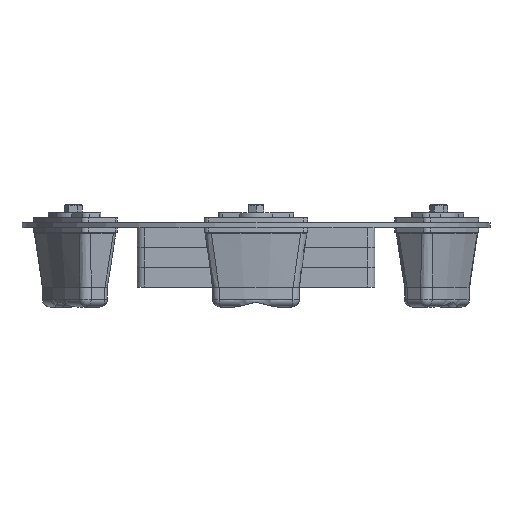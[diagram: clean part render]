
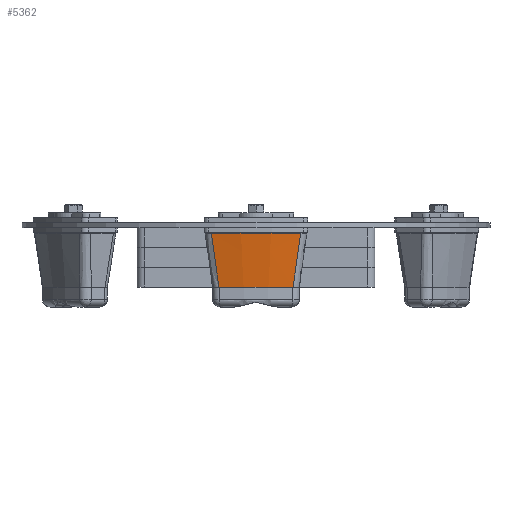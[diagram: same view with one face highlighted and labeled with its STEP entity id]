
A CAD part, front view. The second image highlights one B-rep face of the part: STEP entity #5362.
In plain terms, the highlighted free-form (B-spline) face has degree [3, 3] with [4, 4] control points.
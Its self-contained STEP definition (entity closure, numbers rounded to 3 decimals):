
#48=B_SPLINE_SURFACE_WITH_KNOTS('',3,3,((#12134,#12135,#12136,#12137),(#12138,
#12139,#12140,#12141),(#12142,#12143,#12144,#12145),(#12146,#12147,#12148,
#12149)),.UNSPECIFIED.,.F.,.F.,.F.,(4,4),(4,4),(0.083,0.917),
(0.014,1.),.UNSPECIFIED.);
#137=B_SPLINE_CURVE_WITH_KNOTS('',3,(#11048,#11049,#11050,#11051),
 .UNSPECIFIED.,.F.,.F.,(4,4),(0.003,0.007),
 .UNSPECIFIED.);
#142=B_SPLINE_CURVE_WITH_KNOTS('',3,(#11204,#11205,#11206,#11207),
 .UNSPECIFIED.,.F.,.F.,(4,4),(0.029,0.033),
 .UNSPECIFIED.);
#162=B_SPLINE_CURVE_WITH_KNOTS('',3,(#11407,#11408,#11409,#11410),
 .UNSPECIFIED.,.F.,.F.,(4,4),(-0.916,-0.084),
 .UNSPECIFIED.);
#193=B_SPLINE_CURVE_WITH_KNOTS('',3,(#12084,#12085,#12086,#12087),
 .UNSPECIFIED.,.F.,.F.,(4,4),(3.548,3.549),
 .UNSPECIFIED.);
#194=B_SPLINE_CURVE_WITH_KNOTS('',3,(#12088,#12089,#12090,#12091),
 .UNSPECIFIED.,.F.,.F.,(4,4),(-3.548,-0.05),
 .UNSPECIFIED.);
#195=B_SPLINE_CURVE_WITH_KNOTS('',3,(#12117,#12118,#12119,#12120),
 .UNSPECIFIED.,.F.,.F.,(4,4),(0.05,3.548),
 .UNSPECIFIED.);
#196=B_SPLINE_CURVE_WITH_KNOTS('',3,(#12121,#12122,#12123,#12124),
 .UNSPECIFIED.,.F.,.F.,(4,4),(-3.549,-3.548),
 .UNSPECIFIED.);
#907=FACE_OUTER_BOUND('',#1258,.T.);
#1258=EDGE_LOOP('',(#4688,#4689,#4690,#4691,#4692,#4693,#4694,#4695));
#2180=CIRCLE('',#5969,146.);
#2569=VERTEX_POINT('',#11045);
#2570=VERTEX_POINT('',#11047);
#2572=VERTEX_POINT('',#11125);
#2575=VERTEX_POINT('',#11136);
#2599=VERTEX_POINT('',#11403);
#2600=VERTEX_POINT('',#11405);
#2623=VERTEX_POINT('',#12083);
#2624=VERTEX_POINT('',#12116);
#3242=EDGE_CURVE('',#2569,#2570,#137,.T.);
#3246=EDGE_CURVE('',#2572,#2569,#2180,.T.);
#3250=EDGE_CURVE('',#2575,#2572,#142,.T.);
#3282=EDGE_CURVE('',#2600,#2599,#162,.T.);
#3331=EDGE_CURVE('',#2623,#2570,#193,.T.);
#3332=EDGE_CURVE('',#2623,#2600,#194,.T.);
#3333=EDGE_CURVE('',#2599,#2624,#195,.T.);
#3334=EDGE_CURVE('',#2575,#2624,#196,.T.);
#4688=ORIENTED_EDGE('',*,*,#3282,.F.);
#4689=ORIENTED_EDGE('',*,*,#3332,.F.);
#4690=ORIENTED_EDGE('',*,*,#3331,.T.);
#4691=ORIENTED_EDGE('',*,*,#3242,.F.);
#4692=ORIENTED_EDGE('',*,*,#3246,.F.);
#4693=ORIENTED_EDGE('',*,*,#3250,.F.);
#4694=ORIENTED_EDGE('',*,*,#3334,.T.);
#4695=ORIENTED_EDGE('',*,*,#3333,.F.);
#5362=ADVANCED_FACE('',(#907),#48,.T.);
#5969=AXIS2_PLACEMENT_3D('',#11127,#7186,#7187);
#7186=DIRECTION('center_axis',(0.,0.,-1.));
#7187=DIRECTION('ref_axis',(0.198,-0.98,0.));
#11045=CARTESIAN_POINT('',(-23.696,-144.064,-38.175));
#11047=CARTESIAN_POINT('',(-23.73,-144.059,-38.176));
#11048=CARTESIAN_POINT('Ctrl Pts',(-23.696,-144.064,
-38.175));
#11049=CARTESIAN_POINT('Ctrl Pts',(-23.707,-144.062,-38.175));
#11050=CARTESIAN_POINT('Ctrl Pts',(-23.718,-144.06,
-38.175));
#11051=CARTESIAN_POINT('Ctrl Pts',(-23.73,-144.059,
-38.176));
#11125=CARTESIAN_POINT('',(23.696,-144.064,-38.175));
#11127=CARTESIAN_POINT('Origin',(0.,0.,-38.175));
#11136=CARTESIAN_POINT('',(23.73,-144.059,-38.176));
#11204=CARTESIAN_POINT('Ctrl Pts',(23.73,-144.059,-38.176));
#11205=CARTESIAN_POINT('Ctrl Pts',(23.718,-144.06,-38.175));
#11206=CARTESIAN_POINT('Ctrl Pts',(23.707,-144.062,-38.175));
#11207=CARTESIAN_POINT('Ctrl Pts',(23.696,-144.064,-38.175));
#11403=CARTESIAN_POINT('',(28.647,-147.181,-3.672));
#11405=CARTESIAN_POINT('',(-28.647,-147.181,-3.672));
#11407=CARTESIAN_POINT('Ctrl Pts',(-28.647,-147.181,-3.672));
#11408=CARTESIAN_POINT('Ctrl Pts',(-9.785,-150.853,
-3.672));
#11409=CARTESIAN_POINT('Ctrl Pts',(9.785,-150.853,-3.672));
#11410=CARTESIAN_POINT('Ctrl Pts',(28.647,-147.181,-3.672));
#12083=CARTESIAN_POINT('',(-23.73,-144.059,-38.175));
#12084=CARTESIAN_POINT('Ctrl Pts',(-23.73,-144.059,
-38.175));
#12085=CARTESIAN_POINT('Ctrl Pts',(-23.73,-144.059,
-38.175));
#12086=CARTESIAN_POINT('Ctrl Pts',(-23.73,-144.059,
-38.176));
#12087=CARTESIAN_POINT('Ctrl Pts',(-23.73,-144.059,
-38.176));
#12088=CARTESIAN_POINT('Ctrl Pts',(-23.73,-144.059,
-38.175));
#12089=CARTESIAN_POINT('Ctrl Pts',(-25.378,-145.103,
-26.675));
#12090=CARTESIAN_POINT('Ctrl Pts',(-27.016,-146.142,
-15.174));
#12091=CARTESIAN_POINT('Ctrl Pts',(-28.647,-147.181,
-3.672));
#12116=CARTESIAN_POINT('',(23.73,-144.059,-38.175));
#12117=CARTESIAN_POINT('Ctrl Pts',(28.647,-147.181,-3.672));
#12118=CARTESIAN_POINT('Ctrl Pts',(27.016,-146.142,-15.174));
#12119=CARTESIAN_POINT('Ctrl Pts',(25.378,-145.103,-26.675));
#12120=CARTESIAN_POINT('Ctrl Pts',(23.73,-144.059,-38.175));
#12121=CARTESIAN_POINT('Ctrl Pts',(23.73,-144.059,-38.176));
#12122=CARTESIAN_POINT('Ctrl Pts',(23.73,-144.059,-38.176));
#12123=CARTESIAN_POINT('Ctrl Pts',(23.73,-144.059,-38.175));
#12124=CARTESIAN_POINT('Ctrl Pts',(23.73,-144.059,-38.175));
#12134=CARTESIAN_POINT('Ctrl Pts',(28.647,-147.181,-3.672));
#12135=CARTESIAN_POINT('Ctrl Pts',(27.156,-146.115,-15.173));
#12136=CARTESIAN_POINT('Ctrl Pts',(25.665,-145.05,-26.675));
#12137=CARTESIAN_POINT('Ctrl Pts',(24.174,-143.985,-38.176));
#12138=CARTESIAN_POINT('Ctrl Pts',(9.785,-150.853,-3.672));
#12139=CARTESIAN_POINT('Ctrl Pts',(9.259,-149.456,-15.173));
#12140=CARTESIAN_POINT('Ctrl Pts',(8.733,-148.063,-26.675));
#12141=CARTESIAN_POINT('Ctrl Pts',(8.207,-146.665,-38.176));
#12142=CARTESIAN_POINT('Ctrl Pts',(-9.785,-150.853,
-3.672));
#12143=CARTESIAN_POINT('Ctrl Pts',(-9.259,-149.456,-15.173));
#12144=CARTESIAN_POINT('Ctrl Pts',(-8.733,-148.063,
-26.675));
#12145=CARTESIAN_POINT('Ctrl Pts',(-8.207,-146.665,
-38.176));
#12146=CARTESIAN_POINT('Ctrl Pts',(-28.647,-147.181,-3.672));
#12147=CARTESIAN_POINT('Ctrl Pts',(-27.156,-146.115,
-15.173));
#12148=CARTESIAN_POINT('Ctrl Pts',(-25.665,-145.05,-26.675));
#12149=CARTESIAN_POINT('Ctrl Pts',(-24.174,-143.985,
-38.176));
